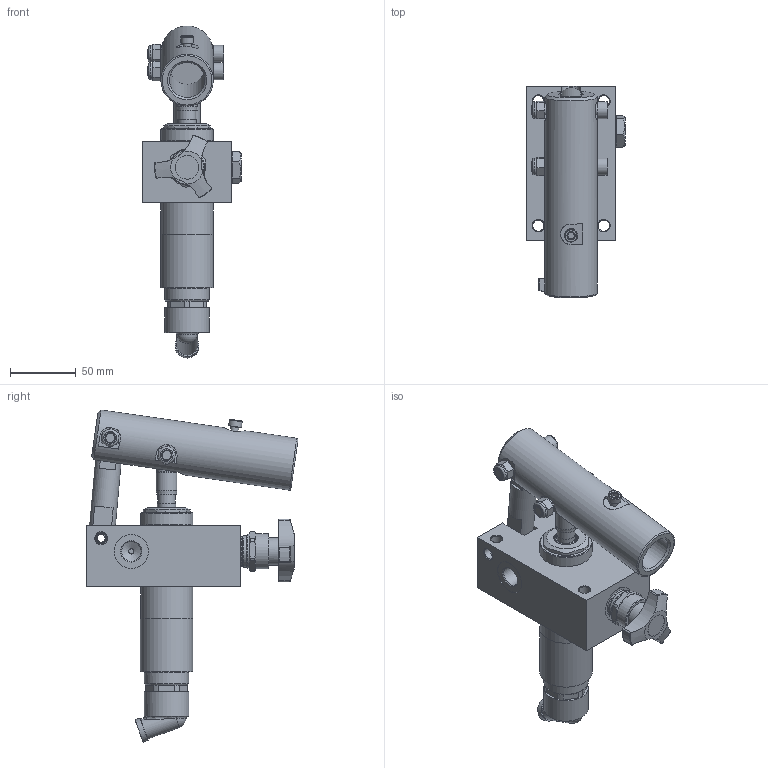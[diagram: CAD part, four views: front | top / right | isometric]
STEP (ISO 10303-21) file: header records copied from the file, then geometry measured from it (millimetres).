
FILE_DESCRIPTION(/* description */ ('Unknown'),/* implementation_level */ '2;1');
FILE_NAME(/* name */ 'AI316HPT',/* time_stamp */ '2024-11-28T14:27:09+01:00',/* author */ ('Unknown'),/* organization */ ('Unknown'),/* preprocessor_version */ 'ST-DEVELOPER v19.4',/* originating_system */ 'Solid Edge',/* authorisation */ 'Unknown');
FILE_SCHEMA (('AUTOMOTIVE_DESIGN {1 0 10303 214 3 1 1}'));
Products named in the file (1): AI316HPT
Bounding box: 75.43 x 161.56 x 253.09 mm (x, y, z)
Volume: 637778.3 mm3; surface area: 122808.2 mm2
Topology: 1 solids, 1 shells, 2123 faces, 5838 edges, 3774 vertices
Faces by surface type: plane 1795, cylinder 192, cone 85, torus 37, bspline 10, sphere 4
Full cylindrical faces by diameter (mm): 3.996 x2, 4.995 x2, 5.994 x2, 6.993 x4, 7.992 x12, 8.368 x1, 8.591 x6, 9.99 x2, 10.989 x2, 12.787 x2, 12.987 x2, 13.486 x1, 13.686 x1, 13.986 x2, 14.486 x1, 14.935 x5, 15.285 x1, 15.784 x1, 15.984 x1, 16.483 x1, 16.983 x2, 17.982 x4, 18.382 x1, 18.482 x1, 18.981 x1, 19.98 x3, 20.979 x1, 22.977 x3, 23.976 x1, 25.974 x3
Entity records: 81281 total; most frequent: CARTESIAN_POINT 13017, ORIENTED_EDGE 11078, DIRECTION 10351, EDGE_CURVE 5539, LINE 4559, VECTOR 4559, VERTEX_POINT 3664, AXIS2_PLACEMENT_3D 2896
